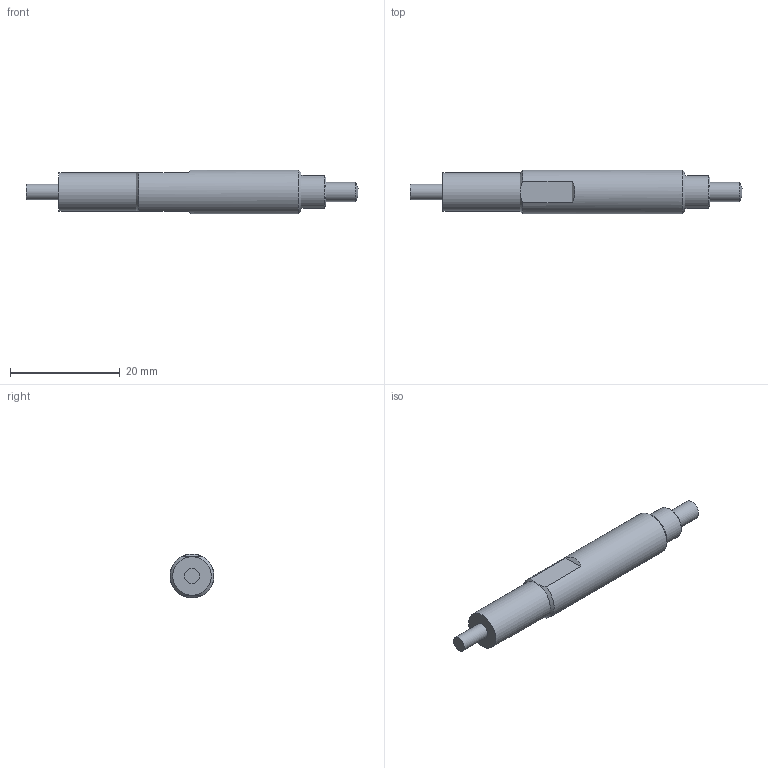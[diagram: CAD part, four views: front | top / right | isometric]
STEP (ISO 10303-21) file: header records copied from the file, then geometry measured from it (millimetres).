
FILE_DESCRIPTION (( 'STEP AP214' ), '1' );
FILE_NAME ('CSK087A.STEP', '2024-07-03T14:17:56', ( '' ), ( '' ), 'SwSTEP 2.0', 'SolidWorks 2023', '' );
FILE_SCHEMA (( 'AUTOMOTIVE_DESIGN' ));
Length unit declared in the file: inch
Products named in the file (1): CSK087A
Bounding box: 60.37 x 7.99 x 8 mm (x, y, z)
Volume: 2234.5 mm3; surface area: 1338.6 mm2
Topology: 1 solids, 1 shells, 18 faces, 36 edges, 23 vertices
Faces by surface type: plane 8, cylinder 5, cone 4, bspline 1
Full cylindrical faces by diameter (mm): 2.8 x1, 3.5 x1, 6 x1, 7 x1, 8 x1
Entity records: 466 total; most frequent: CARTESIAN_POINT 114, DIRECTION 70, ORIENTED_EDGE 52, AXIS2_PLACEMENT_3D 32, EDGE_LOOP 28, EDGE_CURVE 26, FACE_OUTER_BOUND 23, VERTEX_POINT 20
